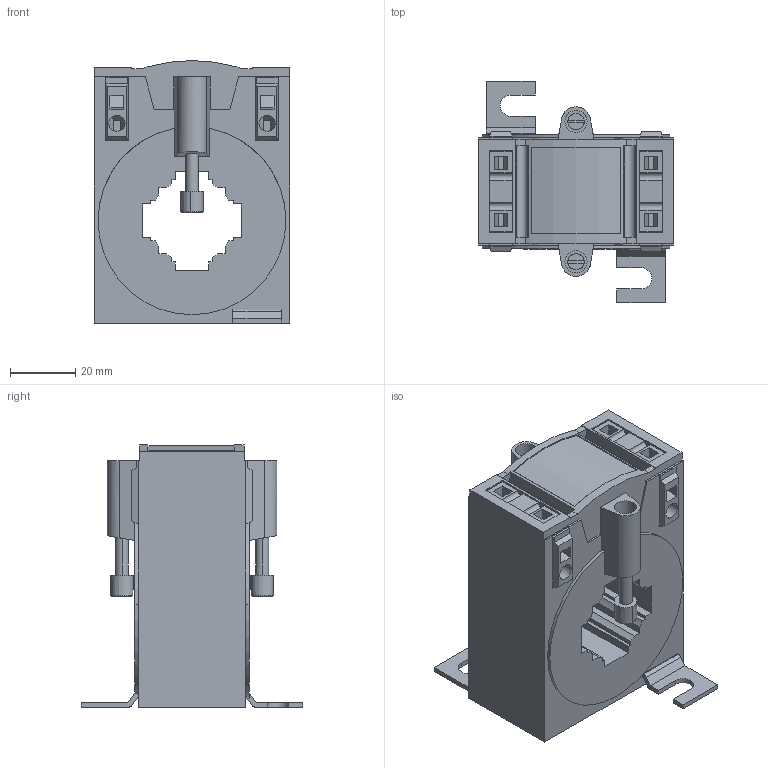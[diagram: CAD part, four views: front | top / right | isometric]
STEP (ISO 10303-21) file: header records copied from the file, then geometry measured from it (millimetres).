
FILE_DESCRIPTION(('CATIA V5 STEP Exchange','CAx-IF Rec.Pracs.--- Model Styling and Organization---1.4--- 2014-01-23'),'2;1');
FILE_NAME ('D1494774_1_2421380000_S3D_CMA_31_XXX.stp','2021-08-09T12:08:00+00:00',('none'),('Weidmueller'),'CATIA Version 5-6 Release 2016 SP3 HF44','CATIA V5 STEP AP214','none');
FILE_SCHEMA(('AUTOMOTIVE_DESIGN { 1 0 10303 214 1 1 1 1 }'));
Length unit declared in the file: millimetre
Products named in the file (1): S3D_CMA_31_XXX
Bounding box: 60 x 68 x 80.63 mm (x, y, z)
Volume: 140828.2 mm3; surface area: 37392.2 mm2
Topology: 9 solids, 9 shells, 391 faces, 1056 edges, 704 vertices
Faces by surface type: plane 325, cylinder 58, cone 8
Entity records: 12361 total; most frequent: CARTESIAN_POINT 2634, ORIENTED_EDGE 2112, DIRECTION 1558, EDGE_CURVE 1048, VECTOR 866, LINE 866, VERTEX_POINT 696, EDGE_LOOP 426
